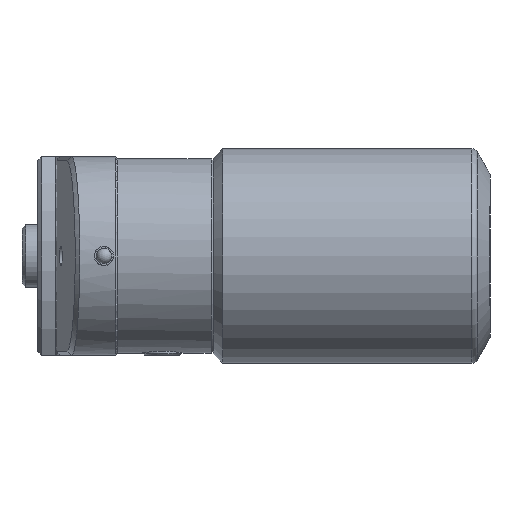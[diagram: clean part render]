
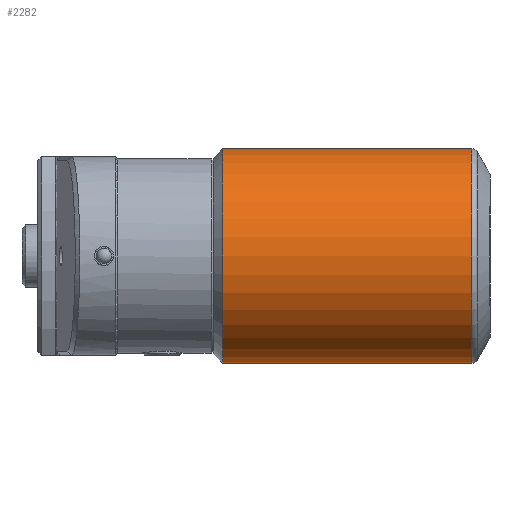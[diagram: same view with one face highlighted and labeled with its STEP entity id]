
A CAD part, left-side view. The second image highlights one B-rep face of the part: STEP entity #2282.
In plain terms, the highlighted cylindrical face has radius 27.5 mm (diameter 55 mm), a full revolution.
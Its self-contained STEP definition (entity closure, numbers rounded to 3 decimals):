
#800 = ORIENTED_EDGE ( 'NONE', *, *, #9737, .F. ) ;
#956 = CARTESIAN_POINT ( 'NONE',  ( 66.381, 0., 0. ) ) ;
#1021 = CIRCLE ( 'NONE', #6690, 27.5 ) ;
#1140 = FACE_OUTER_BOUND ( 'NONE', #2276, .T. ) ;
#2094 = AXIS2_PLACEMENT_3D ( 'NONE', #3973, #3082, #8088 ) ;
#2276 = EDGE_LOOP ( 'NONE', ( #800 ) ) ;
#2282 = ADVANCED_FACE ( 'NONE', ( #6014, #1140 ), #8109, .T. ) ;
#2615 = CARTESIAN_POINT ( 'NONE',  ( 2.5, 0., 27.5 ) ) ;
#2691 = VERTEX_POINT ( 'NONE', #9743 ) ;
#3082 = DIRECTION ( 'NONE',  ( -1., 0., 0. ) ) ;
#3973 = CARTESIAN_POINT ( 'NONE',  ( -30., 0., 0. ) ) ;
#4730 = DIRECTION ( 'NONE',  ( 1., 0., 0. ) ) ;
#4753 = VERTEX_POINT ( 'NONE', #2615 ) ;
#4943 = CIRCLE ( 'NONE', #7277, 27.5 ) ;
#5094 = DIRECTION ( 'NONE',  ( -1., 0., 0. ) ) ;
#5497 = EDGE_LOOP ( 'NONE', ( #9243 ) ) ;
#6014 = FACE_OUTER_BOUND ( 'NONE', #5497, .T. ) ;
#6690 = AXIS2_PLACEMENT_3D ( 'NONE', #956, #4730, #9411 ) ;
#7277 = AXIS2_PLACEMENT_3D ( 'NONE', #9821, #5094, #7461 ) ;
#7461 = DIRECTION ( 'NONE',  ( 0., 0., 1. ) ) ;
#8088 = DIRECTION ( 'NONE',  ( 0., 0., 1. ) ) ;
#8109 = CYLINDRICAL_SURFACE ( 'NONE', #2094, 27.5 ) ;
#9243 = ORIENTED_EDGE ( 'NONE', *, *, #9915, .F. ) ;
#9411 = DIRECTION ( 'NONE',  ( 0., 1., 0. ) ) ;
#9737 = EDGE_CURVE ( 'NONE', #2691, #2691, #1021, .T. ) ;
#9743 = CARTESIAN_POINT ( 'NONE',  ( 66.381, 27.5, 0. ) ) ;
#9821 = CARTESIAN_POINT ( 'NONE',  ( 2.5, 0., 0. ) ) ;
#9915 = EDGE_CURVE ( 'NONE', #4753, #4753, #4943, .T. ) ;
